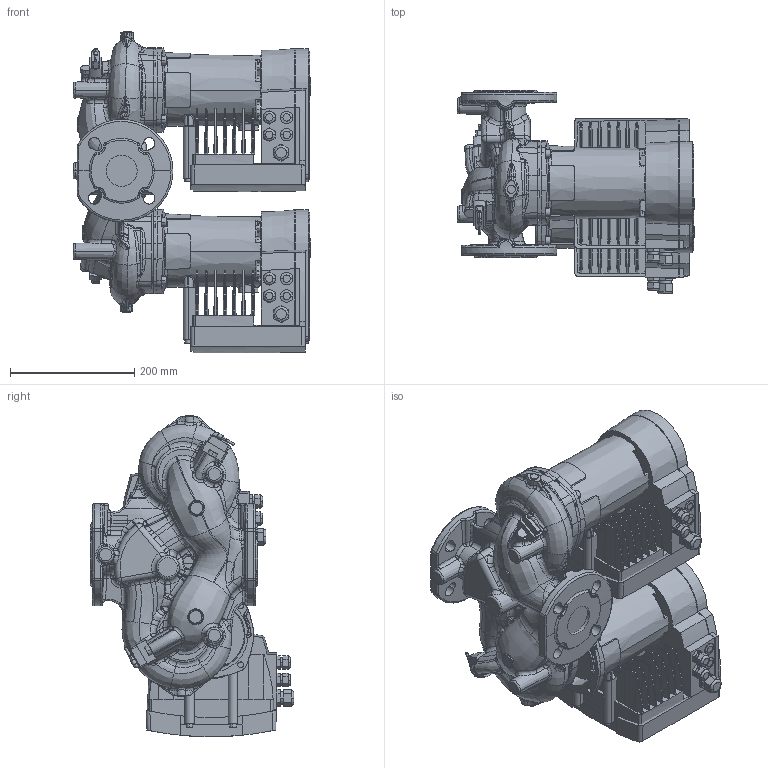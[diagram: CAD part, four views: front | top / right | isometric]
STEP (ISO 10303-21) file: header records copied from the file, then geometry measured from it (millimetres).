
FILE_DESCRIPTION (( 'STEP AP214' ), '1' );
FILE_NAME ('ModulA-D 50-12 270 RED.STEP', '2014-07-15T11:20:33', ( '' ), ( '' ), 'SwSTEP 2.0', 'SolidWorks 2011', '' );
FILE_SCHEMA (( 'AUTOMOTIVE_DESIGN' ));
Length unit declared in the file: millimetre
Products named in the file (1): ModulA-D 50-12 270 RED
Bounding box: 382.7 x 328 x 518.5 mm (x, y, z)
Volume: 18832513.4 mm3; surface area: 1697404.5 mm2
Topology: 23 solids, 23 shells, 3575 faces, 9124 edges, 5627 vertices
Faces by surface type: bspline 1461, plane 967, cylinder 675, cone 272, torus 141, sphere 59
Entity records: 272579 total; most frequent: CARTESIAN_POINT 160579, ORIENTED_EDGE 18054, DIRECTION 10183, EDGE_CURVE 9027, VERTEX_POINT 5628, B_SPLINE_CURVE_WITH_KNOTS 4296, EDGE_LOOP 3739, AXIS2_PLACEMENT_3D 3726
